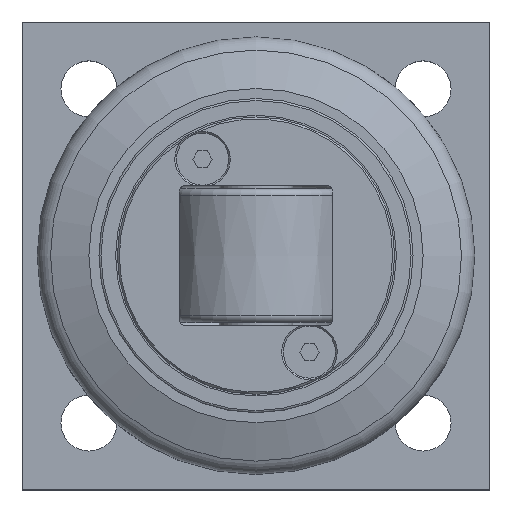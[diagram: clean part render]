
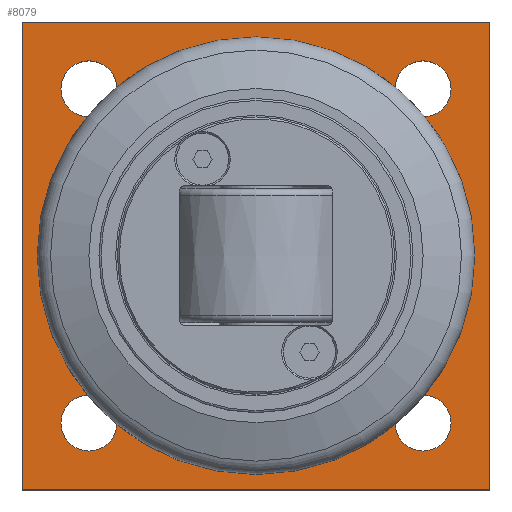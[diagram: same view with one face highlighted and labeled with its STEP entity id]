
A CAD part, top view. The second image highlights one B-rep face of the part: STEP entity #8079.
In plain terms, the highlighted planar face has unit normal (0, 0, 1).
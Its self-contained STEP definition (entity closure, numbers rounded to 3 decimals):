
#59=FACE_BOUND('',#1277,.T.);
#60=FACE_BOUND('',#1278,.T.);
#61=FACE_BOUND('',#1279,.T.);
#62=FACE_BOUND('',#1280,.T.);
#63=FACE_BOUND('',#1281,.T.);
#320=PLANE('',#9409);
#801=FACE_OUTER_BOUND('',#1276,.T.);
#1276=EDGE_LOOP('',(#7457,#7458,#7459,#7460));
#1277=EDGE_LOOP('',(#7461));
#1278=EDGE_LOOP('',(#7462,#7463));
#1279=EDGE_LOOP('',(#7464,#7465));
#1280=EDGE_LOOP('',(#7466,#7467));
#1281=EDGE_LOOP('',(#7468,#7469));
#2125=CIRCLE('',#9355,20.5);
#2140=CIRCLE('',#9388,4.188);
#2141=CIRCLE('',#9389,4.188);
#2143=CIRCLE('',#9392,4.188);
#2144=CIRCLE('',#9393,4.188);
#2146=CIRCLE('',#9396,4.188);
#2147=CIRCLE('',#9397,4.188);
#2149=CIRCLE('',#9400,4.188);
#2150=CIRCLE('',#9401,4.188);
#2518=LINE('',#15200,#2896);
#2522=LINE('',#15208,#2900);
#2525=LINE('',#15214,#2903);
#2528=LINE('',#15219,#2906);
#2896=VECTOR('',#12384,10.);
#2900=VECTOR('',#12390,10.);
#2903=VECTOR('',#12395,10.);
#2906=VECTOR('',#12400,10.);
#3585=VERTEX_POINT('',#15063);
#3602=VERTEX_POINT('',#15166);
#3603=VERTEX_POINT('',#15167);
#3605=VERTEX_POINT('',#15174);
#3606=VERTEX_POINT('',#15175);
#3608=VERTEX_POINT('',#15182);
#3609=VERTEX_POINT('',#15183);
#3611=VERTEX_POINT('',#15190);
#3612=VERTEX_POINT('',#15191);
#3614=VERTEX_POINT('',#15198);
#3615=VERTEX_POINT('',#15199);
#3618=VERTEX_POINT('',#15207);
#3620=VERTEX_POINT('',#15213);
#4848=EDGE_CURVE('',#3585,#3585,#2125,.T.);
#4877=EDGE_CURVE('',#3602,#3603,#2140,.T.);
#4878=EDGE_CURVE('',#3603,#3602,#2141,.T.);
#4881=EDGE_CURVE('',#3605,#3606,#2143,.T.);
#4882=EDGE_CURVE('',#3606,#3605,#2144,.T.);
#4885=EDGE_CURVE('',#3608,#3609,#2146,.T.);
#4886=EDGE_CURVE('',#3609,#3608,#2147,.T.);
#4889=EDGE_CURVE('',#3611,#3612,#2149,.T.);
#4890=EDGE_CURVE('',#3612,#3611,#2150,.T.);
#4893=EDGE_CURVE('',#3614,#3615,#2518,.T.);
#4897=EDGE_CURVE('',#3615,#3618,#2522,.T.);
#4900=EDGE_CURVE('',#3618,#3620,#2525,.T.);
#4903=EDGE_CURVE('',#3620,#3614,#2528,.T.);
#7457=ORIENTED_EDGE('',*,*,#4893,.F.);
#7458=ORIENTED_EDGE('',*,*,#4903,.F.);
#7459=ORIENTED_EDGE('',*,*,#4900,.F.);
#7460=ORIENTED_EDGE('',*,*,#4897,.F.);
#7461=ORIENTED_EDGE('',*,*,#4848,.T.);
#7462=ORIENTED_EDGE('',*,*,#4877,.T.);
#7463=ORIENTED_EDGE('',*,*,#4878,.T.);
#7464=ORIENTED_EDGE('',*,*,#4881,.T.);
#7465=ORIENTED_EDGE('',*,*,#4882,.T.);
#7466=ORIENTED_EDGE('',*,*,#4885,.T.);
#7467=ORIENTED_EDGE('',*,*,#4886,.T.);
#7468=ORIENTED_EDGE('',*,*,#4889,.T.);
#7469=ORIENTED_EDGE('',*,*,#4890,.T.);
#8079=ADVANCED_FACE('',(#801,#59,#60,#61,#62,#63),#320,.T.);
#9355=AXIS2_PLACEMENT_3D('',#15065,#12270,#12271);
#9388=AXIS2_PLACEMENT_3D('',#15168,#12348,#12349);
#9389=AXIS2_PLACEMENT_3D('',#15169,#12350,#12351);
#9392=AXIS2_PLACEMENT_3D('',#15176,#12357,#12358);
#9393=AXIS2_PLACEMENT_3D('',#15177,#12359,#12360);
#9396=AXIS2_PLACEMENT_3D('',#15184,#12366,#12367);
#9397=AXIS2_PLACEMENT_3D('',#15185,#12368,#12369);
#9400=AXIS2_PLACEMENT_3D('',#15192,#12375,#12376);
#9401=AXIS2_PLACEMENT_3D('',#15193,#12377,#12378);
#9409=AXIS2_PLACEMENT_3D('',#15224,#12406,#12407);
#12270=DIRECTION('center_axis',(0.,0.,-1.));
#12271=DIRECTION('ref_axis',(0.,-1.,0.));
#12348=DIRECTION('center_axis',(0.,0.,-1.));
#12349=DIRECTION('ref_axis',(1.,0.,0.));
#12350=DIRECTION('center_axis',(0.,0.,-1.));
#12351=DIRECTION('ref_axis',(1.,0.,0.));
#12357=DIRECTION('center_axis',(0.,0.,-1.));
#12358=DIRECTION('ref_axis',(1.,0.,0.));
#12359=DIRECTION('center_axis',(0.,0.,-1.));
#12360=DIRECTION('ref_axis',(1.,0.,0.));
#12366=DIRECTION('center_axis',(0.,0.,-1.));
#12367=DIRECTION('ref_axis',(1.,0.,0.));
#12368=DIRECTION('center_axis',(0.,0.,-1.));
#12369=DIRECTION('ref_axis',(1.,0.,0.));
#12375=DIRECTION('center_axis',(0.,0.,-1.));
#12376=DIRECTION('ref_axis',(1.,0.,0.));
#12377=DIRECTION('center_axis',(0.,0.,-1.));
#12378=DIRECTION('ref_axis',(1.,0.,0.));
#12384=DIRECTION('',(0.,1.,0.));
#12390=DIRECTION('',(1.,0.,0.));
#12395=DIRECTION('',(0.,-1.,0.));
#12400=DIRECTION('',(-1.,0.,0.));
#12406=DIRECTION('center_axis',(0.,0.,1.));
#12407=DIRECTION('ref_axis',(1.,0.,0.));
#15063=CARTESIAN_POINT('',(35.,55.5,12.));
#15065=CARTESIAN_POINT('Origin',(35.,35.,12.));
#15166=CARTESIAN_POINT('',(14.188,10.,12.));
#15167=CARTESIAN_POINT('',(5.812,10.,12.));
#15168=CARTESIAN_POINT('Origin',(10.,10.,12.));
#15169=CARTESIAN_POINT('Origin',(10.,10.,12.));
#15174=CARTESIAN_POINT('',(64.188,10.,12.));
#15175=CARTESIAN_POINT('',(55.812,10.,12.));
#15176=CARTESIAN_POINT('Origin',(60.,10.,12.));
#15177=CARTESIAN_POINT('Origin',(60.,10.,12.));
#15182=CARTESIAN_POINT('',(64.188,60.,12.));
#15183=CARTESIAN_POINT('',(55.812,60.,12.));
#15184=CARTESIAN_POINT('Origin',(60.,60.,12.));
#15185=CARTESIAN_POINT('Origin',(60.,60.,12.));
#15190=CARTESIAN_POINT('',(14.188,60.,12.));
#15191=CARTESIAN_POINT('',(5.812,60.,12.));
#15192=CARTESIAN_POINT('Origin',(10.,60.,12.));
#15193=CARTESIAN_POINT('Origin',(10.,60.,12.));
#15198=CARTESIAN_POINT('',(0.,0.,12.));
#15199=CARTESIAN_POINT('',(0.,70.,12.));
#15200=CARTESIAN_POINT('',(0.,70.,12.));
#15207=CARTESIAN_POINT('',(70.,70.,12.));
#15208=CARTESIAN_POINT('',(70.,70.,12.));
#15213=CARTESIAN_POINT('',(70.,0.,12.));
#15214=CARTESIAN_POINT('',(70.,0.,12.));
#15219=CARTESIAN_POINT('',(0.,0.,12.));
#15224=CARTESIAN_POINT('Origin',(35.,35.,12.));
